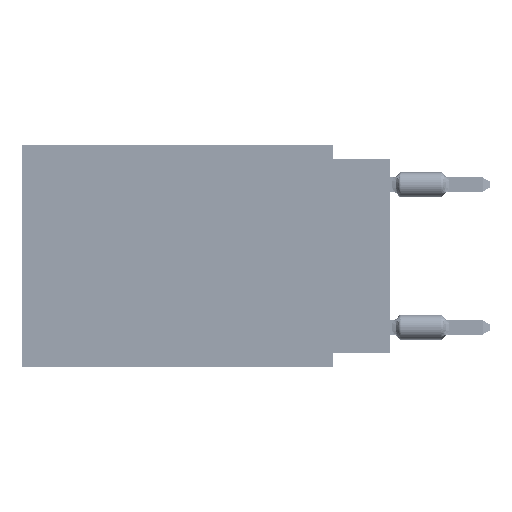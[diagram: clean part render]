
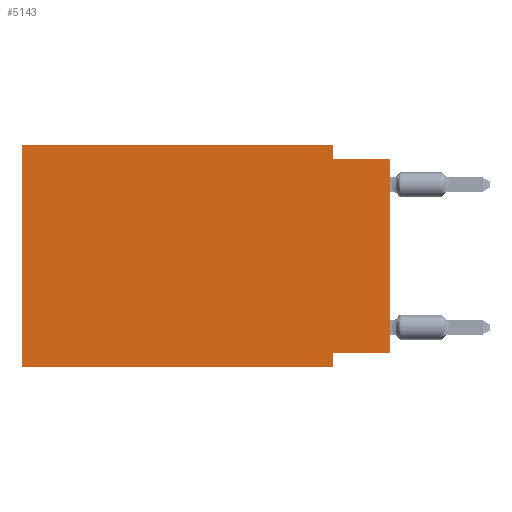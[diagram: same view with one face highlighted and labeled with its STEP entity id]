
A CAD part, left-side view. The second image highlights one B-rep face of the part: STEP entity #5143.
In plain terms, the highlighted planar face has unit normal (-1, 0, 0).
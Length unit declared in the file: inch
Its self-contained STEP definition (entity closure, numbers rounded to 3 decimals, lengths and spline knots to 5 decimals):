
#1735 = VECTOR ( 'NONE', #58329, 39.37008 ) ;
#1870 = CARTESIAN_POINT ( 'NONE',  ( 0., 0.645, 0. ) ) ;
#2030 = DIRECTION ( 'NONE',  ( 0., 0., 1. ) ) ;
#3114 = ORIENTED_EDGE ( 'NONE', *, *, #68642, .T. ) ;
#3903 = CARTESIAN_POINT ( 'NONE',  ( 0., 0.645, 0. ) ) ;
#5143 = ADVANCED_FACE ( 'NONE', ( #52360 ), #66893, .F. ) ;
#5560 = DIRECTION ( 'NONE',  ( 1., 0., 0. ) ) ;
#5744 = VERTEX_POINT ( 'NONE', #54413 ) ;
#5751 = EDGE_CURVE ( 'NONE', #5744, #58139, #68078, .T. ) ;
#5995 = CARTESIAN_POINT ( 'NONE',  ( 0., 0.645, 0. ) ) ;
#7610 = VERTEX_POINT ( 'NONE', #58977 ) ;
#9943 = VECTOR ( 'NONE', #27909, 39.37008 ) ;
#10034 = CARTESIAN_POINT ( 'NONE',  ( 0., 0., -0.025 ) ) ;
#10807 = CARTESIAN_POINT ( 'NONE',  ( 0., 0., -0.365 ) ) ;
#11812 = CARTESIAN_POINT ( 'NONE',  ( 0., 0., -0.025 ) ) ;
#12892 = CARTESIAN_POINT ( 'NONE',  ( 0., 0.1, -0.025 ) ) ;
#14433 = EDGE_CURVE ( 'NONE', #5744, #44307, #19459, .T. ) ;
#19459 = LINE ( 'NONE', #64923, #1735 ) ;
#21736 = DIRECTION ( 'NONE',  ( 0., 0., -1. ) ) ;
#22695 = VECTOR ( 'NONE', #21736, 39.37008 ) ;
#23152 = ORIENTED_EDGE ( 'NONE', *, *, #66122, .F. ) ;
#26420 = ORIENTED_EDGE ( 'NONE', *, *, #75073, .F. ) ;
#26714 = DIRECTION ( 'NONE',  ( 0., 0., -1. ) ) ;
#27909 = DIRECTION ( 'NONE',  ( 0., 0., 1. ) ) ;
#28500 = CARTESIAN_POINT ( 'NONE',  ( 0., 0., 0. ) ) ;
#29193 = VECTOR ( 'NONE', #55876, 39.37008 ) ;
#30965 = ORIENTED_EDGE ( 'NONE', *, *, #51885, .F. ) ;
#36514 = EDGE_LOOP ( 'NONE', ( #3114, #26420, #77278, #23152, #74062, #53249, #30965, #56838 ) ) ;
#36552 = LINE ( 'NONE', #10034, #72864 ) ;
#38538 = CARTESIAN_POINT ( 'NONE',  ( 0., 0.1, -0.39 ) ) ;
#43521 = LINE ( 'NONE', #28500, #66656 ) ;
#44035 = VERTEX_POINT ( 'NONE', #54587 ) ;
#44307 = VERTEX_POINT ( 'NONE', #46571 ) ;
#45118 = DIRECTION ( 'NONE',  ( 0., -1., 0. ) ) ;
#46571 = CARTESIAN_POINT ( 'NONE',  ( 0., 0.1, -0.39 ) ) ;
#48228 = CARTESIAN_POINT ( 'NONE',  ( 0., 0.1, 0. ) ) ;
#51885 = EDGE_CURVE ( 'NONE', #44035, #44307, #85302, .T. ) ;
#52360 = FACE_OUTER_BOUND ( 'NONE', #36514, .T. ) ;
#52955 = VECTOR ( 'NONE', #45118, 39.37008 ) ;
#53084 = VERTEX_POINT ( 'NONE', #12892 ) ;
#53249 = ORIENTED_EDGE ( 'NONE', *, *, #14433, .T. ) ;
#54413 = CARTESIAN_POINT ( 'NONE',  ( 0., 0.645, -0.39 ) ) ;
#54587 = CARTESIAN_POINT ( 'NONE',  ( 0., 0.1, -0.365 ) ) ;
#55876 = DIRECTION ( 'NONE',  ( 0., 1., 0. ) ) ;
#56663 = AXIS2_PLACEMENT_3D ( 'NONE', #5995, #5560, #26714 ) ;
#56838 = ORIENTED_EDGE ( 'NONE', *, *, #75472, .F. ) ;
#57484 = LINE ( 'NONE', #86989, #52955 ) ;
#57718 = DIRECTION ( 'NONE',  ( 0., -1., 0. ) ) ;
#58139 = VERTEX_POINT ( 'NONE', #3903 ) ;
#58329 = DIRECTION ( 'NONE',  ( 0., -1., 0. ) ) ;
#58714 = CARTESIAN_POINT ( 'NONE',  ( 0., 0.1, 0. ) ) ;
#58977 = CARTESIAN_POINT ( 'NONE',  ( 0., 0., -0.365 ) ) ;
#59202 = EDGE_CURVE ( 'NONE', #77582, #53084, #87065, .T. ) ;
#64923 = CARTESIAN_POINT ( 'NONE',  ( 0., 0.645, -0.39 ) ) ;
#66122 = EDGE_CURVE ( 'NONE', #58139, #77582, #57484, .T. ) ;
#66656 = VECTOR ( 'NONE', #2030, 39.37008 ) ;
#66893 = PLANE ( 'NONE',  #56663 ) ;
#68078 = LINE ( 'NONE', #1870, #9943 ) ;
#68642 = EDGE_CURVE ( 'NONE', #7610, #76314, #43521, .T. ) ;
#71273 = LINE ( 'NONE', #10807, #29193 ) ;
#72864 = VECTOR ( 'NONE', #57718, 39.37008 ) ;
#74062 = ORIENTED_EDGE ( 'NONE', *, *, #5751, .F. ) ;
#75073 = EDGE_CURVE ( 'NONE', #53084, #76314, #36552, .T. ) ;
#75472 = EDGE_CURVE ( 'NONE', #7610, #44035, #71273, .T. ) ;
#76314 = VERTEX_POINT ( 'NONE', #11812 ) ;
#77278 = ORIENTED_EDGE ( 'NONE', *, *, #59202, .F. ) ;
#77582 = VERTEX_POINT ( 'NONE', #58714 ) ;
#78678 = DIRECTION ( 'NONE',  ( 0., 0., -1. ) ) ;
#82333 = VECTOR ( 'NONE', #78678, 39.37008 ) ;
#85302 = LINE ( 'NONE', #38538, #82333 ) ;
#86989 = CARTESIAN_POINT ( 'NONE',  ( 0., 0.645, 0. ) ) ;
#87065 = LINE ( 'NONE', #48228, #22695 ) ;
